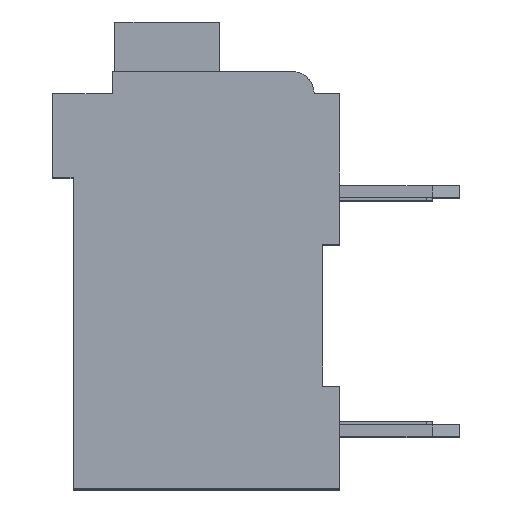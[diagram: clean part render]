
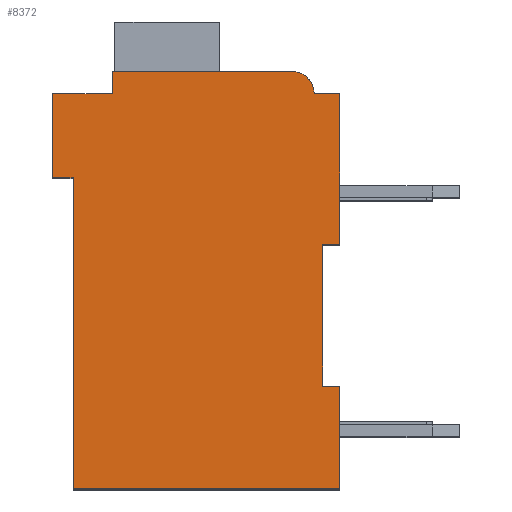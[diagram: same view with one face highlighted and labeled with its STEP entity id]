
A CAD part, top view. The second image highlights one B-rep face of the part: STEP entity #8372.
In plain terms, the highlighted planar face has unit normal (0, 0, 1).
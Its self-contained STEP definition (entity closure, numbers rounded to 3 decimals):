
#978=DIRECTION('',(1.,0.,0.));
#979=VECTOR('',#978,0.5);
#980=CARTESIAN_POINT('',(7.3,7.15,2.1));
#981=LINE('',#980,#979);
#982=DIRECTION('',(0.,1.,0.));
#983=VECTOR('',#982,4.15);
#984=CARTESIAN_POINT('',(7.3,3.,2.1));
#985=LINE('',#984,#983);
#986=DIRECTION('',(-1.,0.,0.));
#987=VECTOR('',#986,0.5);
#988=CARTESIAN_POINT('',(7.8,3.,2.1));
#989=LINE('',#988,#987);
#990=DIRECTION('',(0.,1.,0.));
#991=VECTOR('',#990,3.);
#992=CARTESIAN_POINT('',(7.8,0.,2.1));
#993=LINE('',#992,#991);
#994=DIRECTION('',(1.,0.,0.));
#995=VECTOR('',#994,7.8);
#996=CARTESIAN_POINT('',(0.,0.,2.1));
#997=LINE('',#996,#995);
#998=DIRECTION('',(0.,-1.,0.));
#999=VECTOR('',#998,9.1);
#1000=CARTESIAN_POINT('',(0.,9.1,2.1));
#1001=LINE('',#1000,#999);
#1002=DIRECTION('',(1.,0.,0.));
#1003=VECTOR('',#1002,0.6);
#1004=CARTESIAN_POINT('',(-0.6,9.1,2.1));
#1005=LINE('',#1004,#1003);
#1006=DIRECTION('',(0.,-1.,0.));
#1007=VECTOR('',#1006,2.45);
#1008=CARTESIAN_POINT('',(-0.6,11.55,2.1));
#1009=LINE('',#1008,#1007);
#1010=DIRECTION('',(-1.,0.,0.));
#1011=VECTOR('',#1010,1.75);
#1012=CARTESIAN_POINT('',(1.15,11.55,2.1));
#1013=LINE('',#1012,#1011);
#1014=DIRECTION('',(0.,-1.,0.));
#1015=VECTOR('',#1014,0.65);
#1016=CARTESIAN_POINT('',(1.15,12.2,2.1));
#1017=LINE('',#1016,#1015);
#1018=DIRECTION('',(-1.,0.,0.));
#1019=VECTOR('',#1018,5.25);
#1020=CARTESIAN_POINT('',(6.4,12.2,2.1));
#1021=LINE('',#1020,#1019);
#1022=CARTESIAN_POINT('',(6.4,11.55,2.1));
#1023=DIRECTION('',(0.,0.,1.));
#1024=DIRECTION('',(1.,0.,0.));
#1025=AXIS2_PLACEMENT_3D('',#1022,#1023,#1024);
#1027=DIRECTION('',(-1.,0.,0.));
#1028=VECTOR('',#1027,0.75);
#1029=CARTESIAN_POINT('',(7.8,11.55,2.1));
#1030=LINE('',#1029,#1028);
#1031=DIRECTION('',(0.,1.,0.));
#1032=VECTOR('',#1031,4.4);
#1033=CARTESIAN_POINT('',(7.8,7.15,2.1));
#1034=LINE('',#1033,#1032);
#5743=CARTESIAN_POINT('',(7.3,7.15,2.1));
#5744=CARTESIAN_POINT('',(7.8,7.15,2.1));
#5745=VERTEX_POINT('',#5743);
#5746=VERTEX_POINT('',#5744);
#5747=CARTESIAN_POINT('',(7.8,11.55,2.1));
#5748=VERTEX_POINT('',#5747);
#5749=CARTESIAN_POINT('',(7.05,11.55,2.1));
#5750=VERTEX_POINT('',#5749);
#5751=CARTESIAN_POINT('',(6.4,12.2,2.1));
#5752=VERTEX_POINT('',#5751);
#5753=CARTESIAN_POINT('',(1.15,12.2,2.1));
#5754=VERTEX_POINT('',#5753);
#5755=CARTESIAN_POINT('',(1.15,11.55,2.1));
#5756=VERTEX_POINT('',#5755);
#5757=CARTESIAN_POINT('',(-0.6,11.55,2.1));
#5758=VERTEX_POINT('',#5757);
#5759=CARTESIAN_POINT('',(-0.6,9.1,2.1));
#5760=VERTEX_POINT('',#5759);
#5761=CARTESIAN_POINT('',(0.,9.1,2.1));
#5762=VERTEX_POINT('',#5761);
#5763=CARTESIAN_POINT('',(0.,0.,2.1));
#5764=VERTEX_POINT('',#5763);
#5765=CARTESIAN_POINT('',(7.8,0.,2.1));
#5766=VERTEX_POINT('',#5765);
#5767=CARTESIAN_POINT('',(7.8,3.,2.1));
#5768=VERTEX_POINT('',#5767);
#5769=CARTESIAN_POINT('',(7.3,3.,2.1));
#5770=VERTEX_POINT('',#5769);
#8342=CARTESIAN_POINT('',(0.,0.,2.1));
#8343=DIRECTION('',(0.,0.,1.));
#8344=DIRECTION('',(1.,0.,0.));
#8345=AXIS2_PLACEMENT_3D('',#8342,#8343,#8344);
#8346=PLANE('',#8345);
#8347=ORIENTED_EDGE('',*,*,#7544,.F.);
#8348=ORIENTED_EDGE('',*,*,#7865,.F.);
#8350=ORIENTED_EDGE('',*,*,#8349,.F.);
#8352=ORIENTED_EDGE('',*,*,#8351,.F.);
#8353=ORIENTED_EDGE('',*,*,#8173,.F.);
#8354=ORIENTED_EDGE('',*,*,#8114,.F.);
#8356=ORIENTED_EDGE('',*,*,#8355,.F.);
#8358=ORIENTED_EDGE('',*,*,#8357,.F.);
#8360=ORIENTED_EDGE('',*,*,#8359,.F.);
#8362=ORIENTED_EDGE('',*,*,#8361,.F.);
#8364=ORIENTED_EDGE('',*,*,#8363,.F.);
#8366=ORIENTED_EDGE('',*,*,#8365,.F.);
#8368=ORIENTED_EDGE('',*,*,#8367,.F.);
#8369=ORIENTED_EDGE('',*,*,#7721,.F.);
#8370=EDGE_LOOP('',(#8347,#8348,#8350,#8352,#8353,#8354,#8356,#8358,#8360,#8362,
#8364,#8366,#8368,#8369));
#8371=FACE_OUTER_BOUND('',#8370,.F.);
#1026=CIRCLE('',#1025,0.65);
#7544=EDGE_CURVE('',#5745,#5746,#981,.T.);
#7721=EDGE_CURVE('',#5746,#5748,#1034,.T.);
#7865=EDGE_CURVE('',#5770,#5745,#985,.T.);
#8114=EDGE_CURVE('',#5762,#5764,#1001,.T.);
#8173=EDGE_CURVE('',#5764,#5766,#997,.T.);
#8349=EDGE_CURVE('',#5768,#5770,#989,.T.);
#8351=EDGE_CURVE('',#5766,#5768,#993,.T.);
#8355=EDGE_CURVE('',#5760,#5762,#1005,.T.);
#8357=EDGE_CURVE('',#5758,#5760,#1009,.T.);
#8359=EDGE_CURVE('',#5756,#5758,#1013,.T.);
#8361=EDGE_CURVE('',#5754,#5756,#1017,.T.);
#8363=EDGE_CURVE('',#5752,#5754,#1021,.T.);
#8365=EDGE_CURVE('',#5750,#5752,#1026,.T.);
#8367=EDGE_CURVE('',#5748,#5750,#1030,.T.);
#8372=ADVANCED_FACE('',(#8371),#8346,.T.);
